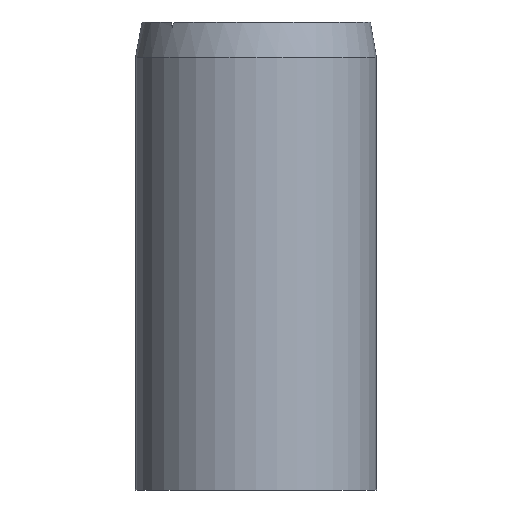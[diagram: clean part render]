
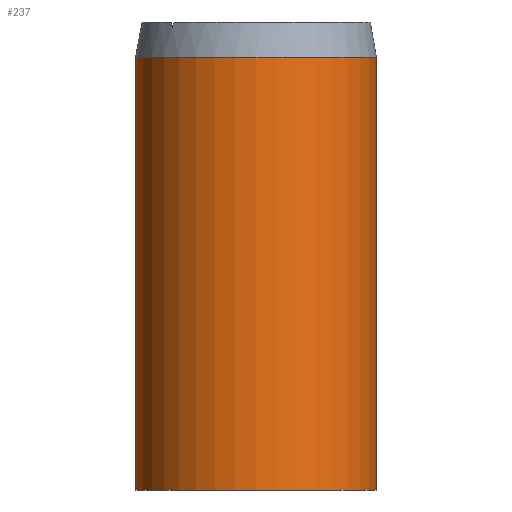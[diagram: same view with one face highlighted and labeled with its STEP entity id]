
A CAD part, front view. The second image highlights one B-rep face of the part: STEP entity #237.
In plain terms, the highlighted cylindrical face has radius 0.515 mm (diameter 1.03 mm), a full revolution.
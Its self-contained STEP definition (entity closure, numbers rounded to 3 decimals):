
#12=CYLINDRICAL_SURFACE('',#275,0.515);
#14=CIRCLE('',#252,0.515);
#24=CIRCLE('',#274,0.515);
#85=ORIENTED_EDGE('',*,*,#91,.F.);
#86=ORIENTED_EDGE('',*,*,#117,.F.);
#91=EDGE_CURVE('',#122,#122,#14,.T.);
#117=EDGE_CURVE('',#137,#137,#24,.T.);
#122=VERTEX_POINT('',#359);
#137=VERTEX_POINT('',#412);
#193=EDGE_LOOP('',(#85));
#194=EDGE_LOOP('',(#86));
#210=FACE_BOUND('',#193,.T.);
#211=FACE_BOUND('',#194,.T.);
#237=ADVANCED_FACE('',(#210,#211),#12,.T.);
#252=AXIS2_PLACEMENT_3D('',#358,#284,#285);
#274=AXIS2_PLACEMENT_3D('',#411,#344,#345);
#275=AXIS2_PLACEMENT_3D('',#413,#346,#347);
#284=DIRECTION('',(0.,0.,-1.));
#285=DIRECTION('',(1.,0.,0.));
#344=DIRECTION('',(0.,0.,1.));
#345=DIRECTION('',(1.,0.,0.));
#346=DIRECTION('',(0.,0.,1.));
#347=DIRECTION('',(1.,0.,0.));
#358=CARTESIAN_POINT('',(-12.77,5.07,-1.85));
#359=CARTESIAN_POINT('',(-12.255,5.07,-1.85));
#411=CARTESIAN_POINT('',(-12.77,5.07,0.));
#412=CARTESIAN_POINT('',(-12.255,5.07,0.));
#413=CARTESIAN_POINT('',(-12.77,5.07,-3.307));
